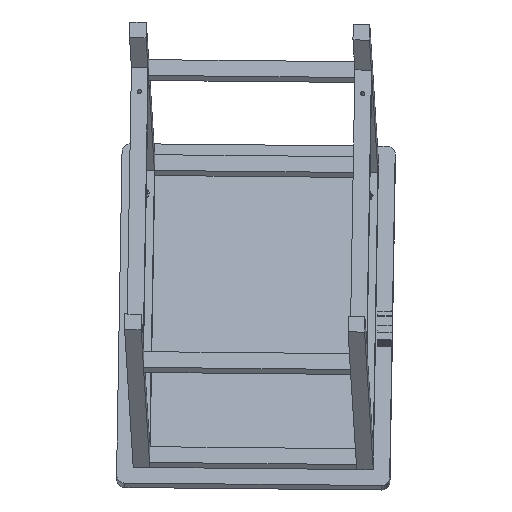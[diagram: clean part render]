
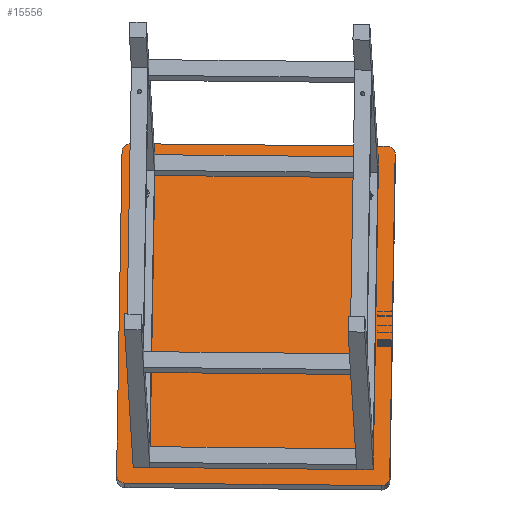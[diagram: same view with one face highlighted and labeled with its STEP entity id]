
A CAD part, top view. The second image highlights one B-rep face of the part: STEP entity #15556.
In plain terms, the highlighted face is planar.
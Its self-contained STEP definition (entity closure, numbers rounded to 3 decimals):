
#3 = AXIS2_PLACEMENT_3D ( 'NONE', #16116, #4498, #16217 ) ;
#218 = DIRECTION ( 'NONE',  ( -1., 0., 0. ) ) ;
#354 = EDGE_CURVE ( 'NONE', #9896, #15800, #17260, .T. ) ;
#404 = ORIENTED_EDGE ( 'NONE', *, *, #15733, .T. ) ;
#769 = VERTEX_POINT ( 'NONE', #20520 ) ;
#841 = VERTEX_POINT ( 'NONE', #14176 ) ;
#872 = VERTEX_POINT ( 'NONE', #14602 ) ;
#951 = EDGE_LOOP ( 'NONE', ( #18581, #3187 ) ) ;
#1015 = VERTEX_POINT ( 'NONE', #10079 ) ;
#1029 = EDGE_CURVE ( 'NONE', #20093, #8232, #18342, .T. ) ;
#1295 = LINE ( 'NONE', #17537, #15462 ) ;
#1500 = LINE ( 'NONE', #15916, #11868 ) ;
#1545 = CARTESIAN_POINT ( 'NONE',  ( 135., -145., 18. ) ) ;
#2041 = DIRECTION ( 'NONE',  ( -1., 0., 0. ) ) ;
#2168 = ORIENTED_EDGE ( 'NONE', *, *, #2963, .F. ) ;
#2250 = CARTESIAN_POINT ( 'NONE',  ( 0., 0., 18. ) ) ;
#2963 = EDGE_CURVE ( 'NONE', #17999, #841, #8932, .T. ) ;
#3082 = CARTESIAN_POINT ( 'NONE',  ( -155., 205., 18. ) ) ;
#3092 = AXIS2_PLACEMENT_3D ( 'NONE', #4863, #18292, #218 ) ;
#3187 = ORIENTED_EDGE ( 'NONE', *, *, #4600, .F. ) ;
#3188 = DIRECTION ( 'NONE',  ( 0., 0., 1. ) ) ;
#3291 = DIRECTION ( 'NONE',  ( 1., 0., 0. ) ) ;
#3408 = EDGE_CURVE ( 'NONE', #872, #12801, #15420, .T. ) ;
#3416 = CIRCLE ( 'NONE', #9623, 2.5 ) ;
#3870 = FACE_BOUND ( 'NONE', #15773, .T. ) ;
#4258 = EDGE_LOOP ( 'NONE', ( #18240, #11506, #12258, #17734, #6946, #11680, #404, #7555 ) ) ;
#4498 = DIRECTION ( 'NONE',  ( 0., 0., 1. ) ) ;
#4594 = VERTEX_POINT ( 'NONE', #14697 ) ;
#4600 = EDGE_CURVE ( 'NONE', #15800, #9896, #16503, .T. ) ;
#4798 = AXIS2_PLACEMENT_3D ( 'NONE', #19825, #11754, #11443 ) ;
#4812 = DIRECTION ( 'NONE',  ( 0., 0., 1. ) ) ;
#4863 = CARTESIAN_POINT ( 'NONE',  ( 155., -205., 18. ) ) ;
#5152 = CIRCLE ( 'NONE', #14765, 2.5 ) ;
#5362 = EDGE_CURVE ( 'NONE', #18393, #769, #10375, .T. ) ;
#5538 = DIRECTION ( 'NONE',  ( 1., 0., 0. ) ) ;
#5654 = CARTESIAN_POINT ( 'NONE',  ( 132.5, -145., 18. ) ) ;
#5973 = ORIENTED_EDGE ( 'NONE', *, *, #1029, .F. ) ;
#6394 = DIRECTION ( 'NONE',  ( 1., 0., 0. ) ) ;
#6587 = EDGE_CURVE ( 'NONE', #14384, #4594, #3416, .T. ) ;
#6875 = VECTOR ( 'NONE', #13819, 1000. ) ;
#6934 = CARTESIAN_POINT ( 'NONE',  ( -132.5, 145., 18. ) ) ;
#6946 = ORIENTED_EDGE ( 'NONE', *, *, #3408, .T. ) ;
#7110 = DIRECTION ( 'NONE',  ( 0., 0., 1. ) ) ;
#7112 = DIRECTION ( 'NONE',  ( 0., 0., -1. ) ) ;
#7220 = FACE_OUTER_BOUND ( 'NONE', #4258, .T. ) ;
#7315 = FACE_BOUND ( 'NONE', #13597, .T. ) ;
#7555 = ORIENTED_EDGE ( 'NONE', *, *, #18858, .T. ) ;
#7707 = AXIS2_PLACEMENT_3D ( 'NONE', #19759, #3188, #10184 ) ;
#8013 = AXIS2_PLACEMENT_3D ( 'NONE', #15423, #8775, #5538 ) ;
#8204 = CIRCLE ( 'NONE', #3092, 10. ) ;
#8232 = VERTEX_POINT ( 'NONE', #17444 ) ;
#8623 = AXIS2_PLACEMENT_3D ( 'NONE', #15338, #10190, #12017 ) ;
#8775 = DIRECTION ( 'NONE',  ( 0., 0., 1. ) ) ;
#8834 = FACE_BOUND ( 'NONE', #951, .T. ) ;
#8932 = CIRCLE ( 'NONE', #4798, 2.5 ) ;
#9015 = EDGE_CURVE ( 'NONE', #769, #872, #20815, .T. ) ;
#9449 = CARTESIAN_POINT ( 'NONE',  ( 132.5, 145., 18. ) ) ;
#9580 = CARTESIAN_POINT ( 'NONE',  ( 155., -215., 18. ) ) ;
#9623 = AXIS2_PLACEMENT_3D ( 'NONE', #10485, #19077, #15742 ) ;
#9896 = VERTEX_POINT ( 'NONE', #6934 ) ;
#10079 = CARTESIAN_POINT ( 'NONE',  ( 165., 205., 18. ) ) ;
#10184 = DIRECTION ( 'NONE',  ( 1., 0., 0. ) ) ;
#10190 = DIRECTION ( 'NONE',  ( 0., 0., 1. ) ) ;
#10375 = LINE ( 'NONE', #20579, #11657 ) ;
#10423 = EDGE_CURVE ( 'NONE', #17928, #18888, #1295, .T. ) ;
#10485 = CARTESIAN_POINT ( 'NONE',  ( 135., 145., 18. ) ) ;
#10871 = DIRECTION ( 'NONE',  ( 0., 1., 0. ) ) ;
#11055 = DIRECTION ( 'NONE',  ( -1., 0., 0. ) ) ;
#11179 = EDGE_CURVE ( 'NONE', #841, #17999, #12385, .T. ) ;
#11181 = CARTESIAN_POINT ( 'NONE',  ( 155., 215., 18. ) ) ;
#11237 = ORIENTED_EDGE ( 'NONE', *, *, #13532, .F. ) ;
#11390 = CARTESIAN_POINT ( 'NONE',  ( 165., -205., 18. ) ) ;
#11443 = DIRECTION ( 'NONE',  ( 1., 0., 0. ) ) ;
#11499 = ORIENTED_EDGE ( 'NONE', *, *, #11179, .F. ) ;
#11506 = ORIENTED_EDGE ( 'NONE', *, *, #14402, .T. ) ;
#11529 = CARTESIAN_POINT ( 'NONE',  ( -155., 215., 18. ) ) ;
#11544 = AXIS2_PLACEMENT_3D ( 'NONE', #12705, #15588, #14203 ) ;
#11657 = VECTOR ( 'NONE', #12516, 1000. ) ;
#11680 = ORIENTED_EDGE ( 'NONE', *, *, #14099, .T. ) ;
#11754 = DIRECTION ( 'NONE',  ( 0., 0., 1. ) ) ;
#11868 = VECTOR ( 'NONE', #10871, 1000. ) ;
#12017 = DIRECTION ( 'NONE',  ( 1., 0., 0. ) ) ;
#12258 = ORIENTED_EDGE ( 'NONE', *, *, #5362, .T. ) ;
#12385 = CIRCLE ( 'NONE', #8623, 2.5 ) ;
#12516 = DIRECTION ( 'NONE',  ( 0., -1., 0. ) ) ;
#12705 = CARTESIAN_POINT ( 'NONE',  ( -155., -205., 18. ) ) ;
#12801 = VERTEX_POINT ( 'NONE', #9580 ) ;
#13232 = CARTESIAN_POINT ( 'NONE',  ( -137.5, 145., 18. ) ) ;
#13532 = EDGE_CURVE ( 'NONE', #8232, #20093, #16157, .T. ) ;
#13597 = EDGE_LOOP ( 'NONE', ( #11499, #2168 ) ) ;
#13819 = DIRECTION ( 'NONE',  ( 1., 0., 0. ) ) ;
#13885 = DIRECTION ( 'NONE',  ( -1., 0., 0. ) ) ;
#13922 = CARTESIAN_POINT ( 'NONE',  ( 165., -215., 18. ) ) ;
#13982 = FACE_BOUND ( 'NONE', #14361, .T. ) ;
#14099 = EDGE_CURVE ( 'NONE', #12801, #19757, #8204, .T. ) ;
#14176 = CARTESIAN_POINT ( 'NONE',  ( -132.5, -145., 18. ) ) ;
#14203 = DIRECTION ( 'NONE',  ( -1., 0., 0. ) ) ;
#14257 = AXIS2_PLACEMENT_3D ( 'NONE', #16683, #7110, #2041 ) ;
#14274 = CARTESIAN_POINT ( 'NONE',  ( -165., 205., 18. ) ) ;
#14361 = EDGE_LOOP ( 'NONE', ( #11237, #5973 ) ) ;
#14384 = VERTEX_POINT ( 'NONE', #9449 ) ;
#14392 = EDGE_CURVE ( 'NONE', #4594, #14384, #5152, .T. ) ;
#14402 = EDGE_CURVE ( 'NONE', #18888, #18393, #15446, .T. ) ;
#14602 = CARTESIAN_POINT ( 'NONE',  ( -155., -215., 18. ) ) ;
#14608 = CIRCLE ( 'NONE', #14257, 10. ) ;
#14675 = DIRECTION ( 'NONE',  ( 0., 0., 1. ) ) ;
#14697 = CARTESIAN_POINT ( 'NONE',  ( 137.5, 145., 18. ) ) ;
#14765 = AXIS2_PLACEMENT_3D ( 'NONE', #21166, #21055, #3291 ) ;
#15338 = CARTESIAN_POINT ( 'NONE',  ( -135., -145., 18. ) ) ;
#15381 = DIRECTION ( 'NONE',  ( -1., 0., 0. ) ) ;
#15420 = LINE ( 'NONE', #13922, #6875 ) ;
#15423 = CARTESIAN_POINT ( 'NONE',  ( -135., 145., 18. ) ) ;
#15446 = CIRCLE ( 'NONE', #16490, 10. ) ;
#15462 = VECTOR ( 'NONE', #13885, 1000. ) ;
#15556 = ADVANCED_FACE ( 'NONE', ( #7315, #13982, #3870, #8834, #7220 ), #18602, .F. ) ;
#15560 = ORIENTED_EDGE ( 'NONE', *, *, #6587, .F. ) ;
#15588 = DIRECTION ( 'NONE',  ( 0., 0., 1. ) ) ;
#15640 = AXIS2_PLACEMENT_3D ( 'NONE', #2250, #7112, #15381 ) ;
#15733 = EDGE_CURVE ( 'NONE', #19757, #1015, #1500, .T. ) ;
#15742 = DIRECTION ( 'NONE',  ( 1., 0., 0. ) ) ;
#15773 = EDGE_LOOP ( 'NONE', ( #17845, #15560 ) ) ;
#15800 = VERTEX_POINT ( 'NONE', #13232 ) ;
#15916 = CARTESIAN_POINT ( 'NONE',  ( 165., 215., 18. ) ) ;
#16116 = CARTESIAN_POINT ( 'NONE',  ( -135., 145., 18. ) ) ;
#16157 = CIRCLE ( 'NONE', #18527, 2.5 ) ;
#16217 = DIRECTION ( 'NONE',  ( 1., 0., 0. ) ) ;
#16490 = AXIS2_PLACEMENT_3D ( 'NONE', #3082, #4812, #11055 ) ;
#16503 = CIRCLE ( 'NONE', #3, 2.5 ) ;
#16683 = CARTESIAN_POINT ( 'NONE',  ( 155., 205., 18. ) ) ;
#17260 = CIRCLE ( 'NONE', #8013, 2.5 ) ;
#17444 = CARTESIAN_POINT ( 'NONE',  ( 137.5, -145., 18. ) ) ;
#17537 = CARTESIAN_POINT ( 'NONE',  ( 165., 215., 18. ) ) ;
#17734 = ORIENTED_EDGE ( 'NONE', *, *, #9015, .T. ) ;
#17845 = ORIENTED_EDGE ( 'NONE', *, *, #14392, .F. ) ;
#17928 = VERTEX_POINT ( 'NONE', #11181 ) ;
#17999 = VERTEX_POINT ( 'NONE', #21289 ) ;
#18240 = ORIENTED_EDGE ( 'NONE', *, *, #10423, .T. ) ;
#18292 = DIRECTION ( 'NONE',  ( 0., 0., 1. ) ) ;
#18342 = CIRCLE ( 'NONE', #7707, 2.5 ) ;
#18393 = VERTEX_POINT ( 'NONE', #14274 ) ;
#18527 = AXIS2_PLACEMENT_3D ( 'NONE', #1545, #14675, #6394 ) ;
#18581 = ORIENTED_EDGE ( 'NONE', *, *, #354, .F. ) ;
#18602 = PLANE ( 'NONE',  #15640 ) ;
#18858 = EDGE_CURVE ( 'NONE', #1015, #17928, #14608, .T. ) ;
#18888 = VERTEX_POINT ( 'NONE', #11529 ) ;
#19077 = DIRECTION ( 'NONE',  ( 0., 0., 1. ) ) ;
#19757 = VERTEX_POINT ( 'NONE', #11390 ) ;
#19759 = CARTESIAN_POINT ( 'NONE',  ( 135., -145., 18. ) ) ;
#19825 = CARTESIAN_POINT ( 'NONE',  ( -135., -145., 18. ) ) ;
#20093 = VERTEX_POINT ( 'NONE', #5654 ) ;
#20520 = CARTESIAN_POINT ( 'NONE',  ( -165., -205., 18. ) ) ;
#20579 = CARTESIAN_POINT ( 'NONE',  ( -165., 215., 18. ) ) ;
#20815 = CIRCLE ( 'NONE', #11544, 10. ) ;
#21055 = DIRECTION ( 'NONE',  ( 0., 0., 1. ) ) ;
#21166 = CARTESIAN_POINT ( 'NONE',  ( 135., 145., 18. ) ) ;
#21289 = CARTESIAN_POINT ( 'NONE',  ( -137.5, -145., 18. ) ) ;
